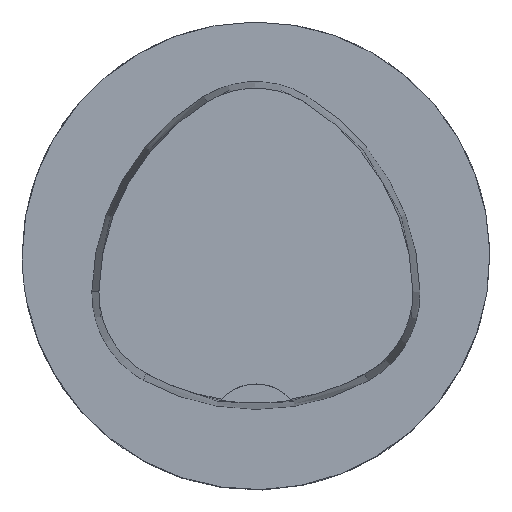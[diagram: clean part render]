
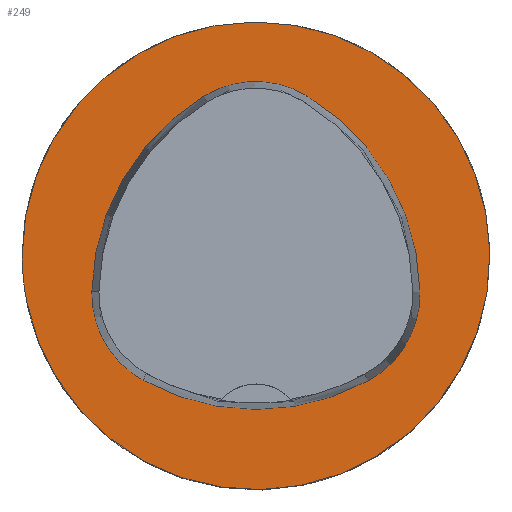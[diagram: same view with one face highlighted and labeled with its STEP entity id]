
A CAD part, top view. The second image highlights one B-rep face of the part: STEP entity #249.
In plain terms, the highlighted planar face has unit normal (0, 0, 1).
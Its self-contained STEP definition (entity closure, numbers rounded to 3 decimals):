
#107=FACE_BOUND('',#452,.T.);
#108=FACE_BOUND('',#453,.T.);
#169=CIRCLE('',#1590,20.);
#170=CIRCLE('',#1600,20.);
#172=CIRCLE('',#1603,8.5);
#174=CIRCLE('',#1606,20.);
#176=CIRCLE('',#1609,8.5);
#180=CIRCLE('',#1614,20.);
#182=CIRCLE('',#1617,8.5);
#249=ADVANCED_FACE('',(#107,#108),#315,.T.);
#315=PLANE('',#1622);
#452=EDGE_LOOP('',(#709,#710,#711,#712,#713,#714));
#453=EDGE_LOOP('',(#715));
#709=ORIENTED_EDGE('',*,*,#1193,.T.);
#710=ORIENTED_EDGE('',*,*,#1173,.T.);
#711=ORIENTED_EDGE('',*,*,#1177,.T.);
#712=ORIENTED_EDGE('',*,*,#1180,.T.);
#713=ORIENTED_EDGE('',*,*,#1183,.T.);
#714=ORIENTED_EDGE('',*,*,#1191,.T.);
#715=ORIENTED_EDGE('',*,*,#1156,.F.);
#1002=VERTEX_POINT('',#2387);
#1019=VERTEX_POINT('',#2422);
#1020=VERTEX_POINT('',#2423);
#1023=VERTEX_POINT('',#2431);
#1025=VERTEX_POINT('',#2437);
#1027=VERTEX_POINT('',#2443);
#1034=VERTEX_POINT('',#2464);
#1156=EDGE_CURVE('',#1002,#1002,#169,.T.);
#1173=EDGE_CURVE('',#1019,#1020,#170,.T.);
#1177=EDGE_CURVE('',#1020,#1023,#172,.T.);
#1180=EDGE_CURVE('',#1023,#1025,#174,.T.);
#1183=EDGE_CURVE('',#1025,#1027,#176,.T.);
#1191=EDGE_CURVE('',#1027,#1034,#180,.T.);
#1193=EDGE_CURVE('',#1034,#1019,#182,.T.);
#1590=AXIS2_PLACEMENT_3D('',#2386,#1857,#1858);
#1600=AXIS2_PLACEMENT_3D('',#2421,#1885,#1886);
#1603=AXIS2_PLACEMENT_3D('',#2430,#1893,#1894);
#1606=AXIS2_PLACEMENT_3D('',#2436,#1900,#1901);
#1609=AXIS2_PLACEMENT_3D('',#2442,#1907,#1908);
#1614=AXIS2_PLACEMENT_3D('',#2465,#1919,#1920);
#1617=AXIS2_PLACEMENT_3D('',#2468,#1925,#1926);
#1622=AXIS2_PLACEMENT_3D('',#2473,#1935,#1936);
#1857=DIRECTION('',(0.,0.,-1.));
#1858=DIRECTION('',(-1.,0.,0.));
#1885=DIRECTION('',(0.,0.,-1.));
#1886=DIRECTION('',(-1.,0.,0.));
#1893=DIRECTION('',(0.,0.,-1.));
#1894=DIRECTION('',(-1.,0.,0.));
#1900=DIRECTION('',(0.,0.,-1.));
#1901=DIRECTION('',(-1.,0.,0.));
#1907=DIRECTION('',(0.,0.,-1.));
#1908=DIRECTION('',(-1.,0.,0.));
#1919=DIRECTION('',(0.,0.,-1.));
#1920=DIRECTION('',(-1.,0.,0.));
#1925=DIRECTION('',(0.,0.,-1.));
#1926=DIRECTION('',(-1.,0.,0.));
#1935=DIRECTION('',(0.,0.,1.));
#1936=DIRECTION('',(-1.,0.,0.));
#2386=CARTESIAN_POINT('',(0.,0.,0.));
#2387=CARTESIAN_POINT('',(-20.,0.,0.));
#2421=CARTESIAN_POINT('',(5.955,-3.414,0.));
#2422=CARTESIAN_POINT('',(-14.041,-3.042,0.));
#2423=CARTESIAN_POINT('',(-4.472,13.653,0.));
#2430=CARTESIAN_POINT('',(-0.04,6.4,0.));
#2431=CARTESIAN_POINT('',(4.347,13.68,0.));
#2436=CARTESIAN_POINT('',(-5.976,-3.45,0.));
#2437=CARTESIAN_POINT('',(14.021,-3.075,0.));
#2442=CARTESIAN_POINT('',(5.522,-3.235,0.));
#2443=CARTESIAN_POINT('',(9.588,-10.699,0.));
#2464=CARTESIAN_POINT('',(-9.655,-10.639,0.));
#2465=CARTESIAN_POINT('',(0.022,6.864,0.));
#2468=CARTESIAN_POINT('',(-5.543,-3.2,0.));
#2473=CARTESIAN_POINT('',(0.,0.,0.));
